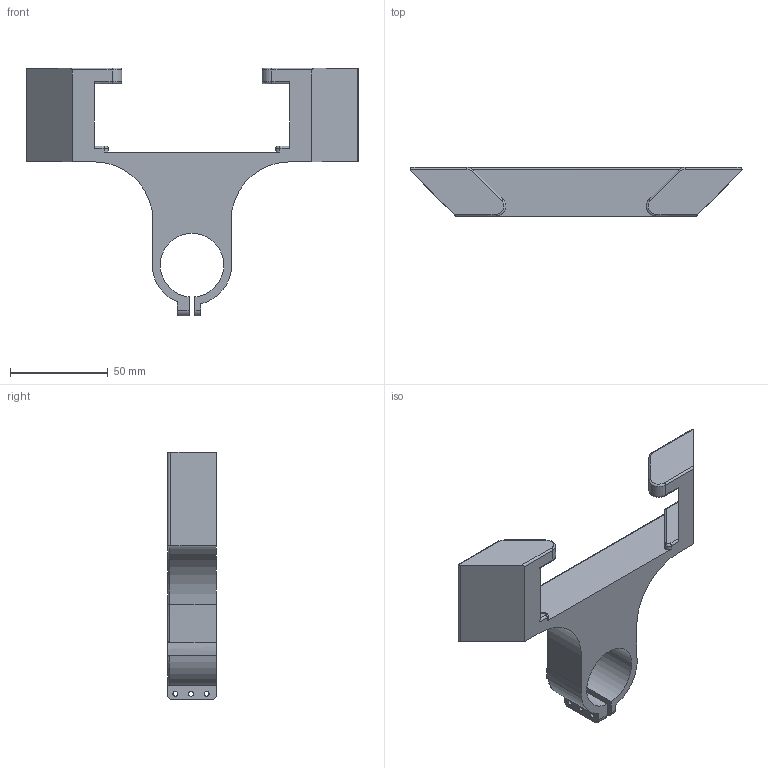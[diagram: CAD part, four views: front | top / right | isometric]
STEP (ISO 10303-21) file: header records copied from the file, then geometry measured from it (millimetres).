
FILE_DESCRIPTION (( 'STEP AP203' ), '1' );
FILE_NAME ('蹋羞溫离-2-す.STEP', '2024-01-05T07:40:42', ( 'zym-develop' ), ( '' ), 'SwSTEP 2.0', 'SolidWorks 2020', '' );
FILE_SCHEMA (( 'CONFIG_CONTROL_DESIGN' ));
Length unit declared in the file: millimetre
Products named in the file (1): 蹋羞溫离-2-す
Bounding box: 169.8 x 25 x 126.82 mm (x, y, z)
Volume: 110656.4 mm3; surface area: 29823.6 mm2
Topology: 1 solids, 1 shells, 114 faces, 309 edges, 197 vertices
Faces by surface type: cylinder 63, plane 31, torus 20
Entity records: 3779 total; most frequent: CARTESIAN_POINT 785, DIRECTION 630, ORIENTED_EDGE 618, EDGE_CURVE 309, AXIS2_PLACEMENT_3D 240, VERTEX_POINT 197, VECTOR 150, LINE 150
